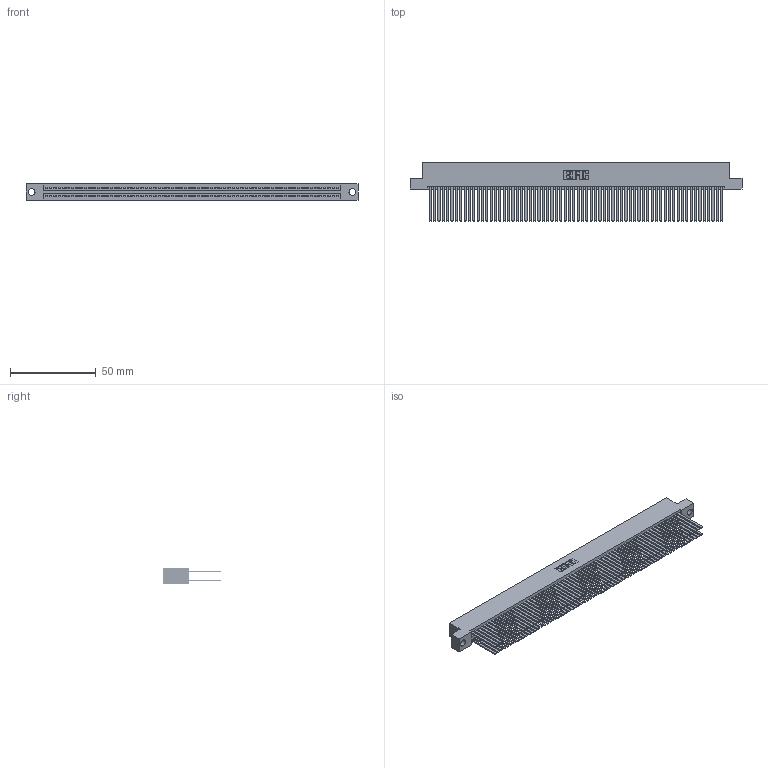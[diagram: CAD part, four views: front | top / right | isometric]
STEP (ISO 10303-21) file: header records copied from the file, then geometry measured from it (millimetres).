
FILE_DESCRIPTION (( 'STEP AP203' ), '1' );
FILE_NAME ('395-136-544-204.STEP', '2021-06-18T02:52:28', ( '' ), ( '' ), 'SwSTEP 2.0', 'SolidWorks 2020', '' );
FILE_SCHEMA (( 'CONFIG_CONTROL_DESIGN' ));
Length unit declared in the file: inch
Products named in the file (3): 345-292-001_345-293-144; 395-136-544-204; 345 Part_Flush Mounting Lugs - 0.156 Dia-TI
Assembly tree (137 placements, depth 2):
  395-136-544-204
    345 Part_Flush Mounting Lugs - 0.156 Dia-TI
    345-292-001_345-293-144  x136
Bounding box: 193.93 x 33.96 x 9.4 mm (x, y, z)
Volume: 20880.3 mm3; surface area: 36807.5 mm2
Topology: 137 solids, 137 shells, 6124 faces, 18193 edges, 11946 vertices
Faces by surface type: plane 4038, cylinder 2086
Entity records: 50089 total; most frequent: CARTESIAN_POINT 8374, ORIENTED_EDGE 8306, DIRECTION 7349, EDGE_CURVE 4153, LINE 3753, VECTOR 3753, VERTEX_POINT 2766, AXIS2_PLACEMENT_3D 1798
